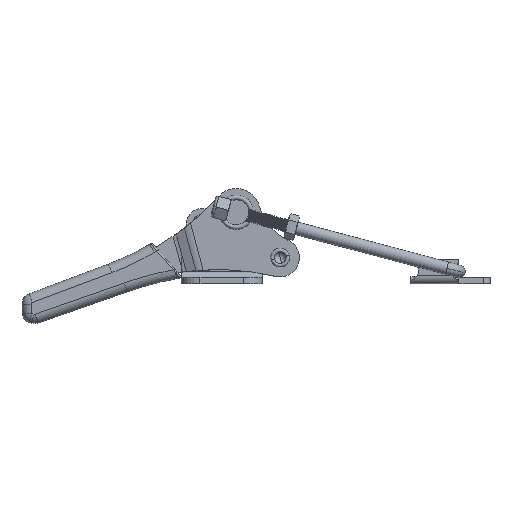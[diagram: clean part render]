
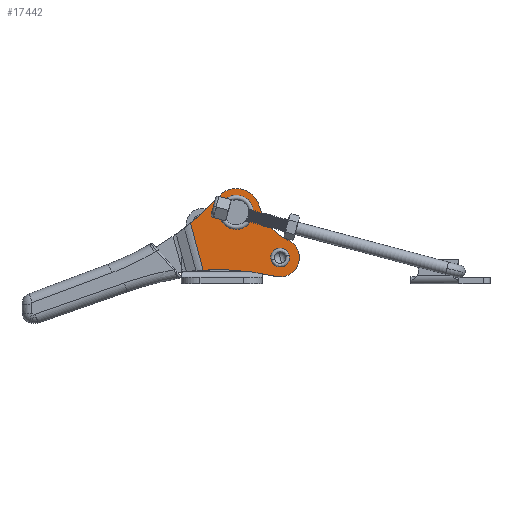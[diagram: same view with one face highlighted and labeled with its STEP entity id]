
A CAD part, top view. The second image highlights one B-rep face of the part: STEP entity #17442.
In plain terms, the highlighted planar face has unit normal (0, 0, 1).
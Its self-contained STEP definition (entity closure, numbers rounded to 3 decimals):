
#74 = VERTEX_POINT ( 'NONE', #36796 ) ;
#85 = DIRECTION ( 'NONE',  ( 0., 0., -1. ) ) ;
#845 = DIRECTION ( 'NONE',  ( 0., 1., 0. ) ) ;
#1080 = DIRECTION ( 'NONE',  ( 0., 1., 0. ) ) ;
#1263 = DIRECTION ( 'NONE',  ( 0., 0., -1. ) ) ;
#2103 = AXIS2_PLACEMENT_3D ( 'NONE', #7609, #1263, #27401 ) ;
#2581 = AXIS2_PLACEMENT_3D ( 'NONE', #24295, #11174, #21303 ) ;
#2788 = CIRCLE ( 'NONE', #42134, 2. ) ;
#3457 = ORIENTED_EDGE ( 'NONE', *, *, #9474, .F. ) ;
#3496 = EDGE_CURVE ( 'NONE', #7694, #4108, #22220, .T. ) ;
#3682 = AXIS2_PLACEMENT_3D ( 'NONE', #22228, #39574, #23227 ) ;
#3693 = CARTESIAN_POINT ( 'NONE',  ( -73.736, 15.821, 4. ) ) ;
#3694 = FACE_BOUND ( 'NONE', #20326, .T. ) ;
#4108 = VERTEX_POINT ( 'NONE', #30861 ) ;
#4332 = EDGE_CURVE ( 'NONE', #16153, #24396, #41058, .T. ) ;
#4733 = DIRECTION ( 'NONE',  ( 0., 1., 0. ) ) ;
#4842 = DIRECTION ( 'NONE',  ( 0., 1., 0. ) ) ;
#5299 = EDGE_LOOP ( 'NONE', ( #27915, #32601 ) ) ;
#5470 = CIRCLE ( 'NONE', #10502, 16.301 ) ;
#5474 = EDGE_CURVE ( 'NONE', #14730, #29987, #2788, .T. ) ;
#6154 = LINE ( 'NONE', #25561, #40319 ) ;
#6287 = EDGE_CURVE ( 'NONE', #31527, #74, #5470, .T. ) ;
#6492 = DIRECTION ( 'NONE',  ( 0., 0., 1. ) ) ;
#7609 = CARTESIAN_POINT ( 'NONE',  ( 134.776, -1.068, 4. ) ) ;
#7694 = VERTEX_POINT ( 'NONE', #28136 ) ;
#8920 = DIRECTION ( 'NONE',  ( 0., 1., 0. ) ) ;
#9311 = CARTESIAN_POINT ( 'NONE',  ( 21.861, -23.785, 4. ) ) ;
#9474 = EDGE_CURVE ( 'NONE', #74, #17218, #31347, .T. ) ;
#9769 = CARTESIAN_POINT ( 'NONE',  ( -1.947, -25.952, 4. ) ) ;
#10183 = CARTESIAN_POINT ( 'NONE',  ( 2.217, -25.952, 4. ) ) ;
#10502 = AXIS2_PLACEMENT_3D ( 'NONE', #39961, #27583, #4842 ) ;
#10816 = FACE_OUTER_BOUND ( 'NONE', #39700, .T. ) ;
#11142 = CIRCLE ( 'NONE', #2581, 82.627 ) ;
#11174 = DIRECTION ( 'NONE',  ( 0., 0., 1. ) ) ;
#11369 = CIRCLE ( 'NONE', #3682, 2. ) ;
#11379 = EDGE_CURVE ( 'NONE', #29987, #14730, #11369, .T. ) ;
#12343 = CARTESIAN_POINT ( 'NONE',  ( 4.217, -25.952, 4. ) ) ;
#12807 = CIRCLE ( 'NONE', #35401, 5. ) ;
#12938 = DIRECTION ( 'NONE',  ( 0., 1., 0. ) ) ;
#14730 = VERTEX_POINT ( 'NONE', #10183 ) ;
#14879 = VERTEX_POINT ( 'NONE', #30916 ) ;
#15715 = AXIS2_PLACEMENT_3D ( 'NONE', #12343, #41549, #8920 ) ;
#16153 = VERTEX_POINT ( 'NONE', #41763 ) ;
#17218 = VERTEX_POINT ( 'NONE', #9769 ) ;
#17353 = DIRECTION ( 'NONE',  ( 0., 0., -1. ) ) ;
#17442 = ADVANCED_FACE ( 'NONE', ( #3694, #27118, #10816 ), #17482, .F. ) ;
#17482 = PLANE ( 'NONE',  #2103 ) ;
#18106 = AXIS2_PLACEMENT_3D ( 'NONE', #40253, #17353, #845 ) ;
#19528 = EDGE_CURVE ( 'NONE', #17218, #7694, #36099, .T. ) ;
#20326 = EDGE_LOOP ( 'NONE', ( #23514, #21463 ) ) ;
#21303 = DIRECTION ( 'NONE',  ( 0., 1., 0. ) ) ;
#21463 = ORIENTED_EDGE ( 'NONE', *, *, #4332, .T. ) ;
#22220 = CIRCLE ( 'NONE', #33859, 82.276 ) ;
#22228 = CARTESIAN_POINT ( 'NONE',  ( 4.217, -25.952, 4. ) ) ;
#23227 = DIRECTION ( 'NONE',  ( 0., 1., 0. ) ) ;
#23262 = AXIS2_PLACEMENT_3D ( 'NONE', #33977, #24215, #4733 ) ;
#23439 = ORIENTED_EDGE ( 'NONE', *, *, #19528, .F. ) ;
#23514 = ORIENTED_EDGE ( 'NONE', *, *, #31853, .T. ) ;
#24215 = DIRECTION ( 'NONE',  ( 0., 0., -1. ) ) ;
#24295 = CARTESIAN_POINT ( 'NONE',  ( 97.763, 32.876, 4. ) ) ;
#24396 = VERTEX_POINT ( 'NONE', #32868 ) ;
#24692 = CARTESIAN_POINT ( 'NONE',  ( 6.217, -25.952, 4. ) ) ;
#25527 = CARTESIAN_POINT ( 'NONE',  ( 4.217, -25.952, 4. ) ) ;
#25561 = CARTESIAN_POINT ( 'NONE',  ( 134.776, -1.068, 4. ) ) ;
#27118 = FACE_BOUND ( 'NONE', #5299, .T. ) ;
#27401 = DIRECTION ( 'NONE',  ( 0., 1., 0. ) ) ;
#27583 = DIRECTION ( 'NONE',  ( 0., 0., 1. ) ) ;
#27915 = ORIENTED_EDGE ( 'NONE', *, *, #11379, .T. ) ;
#28136 = CARTESIAN_POINT ( 'NONE',  ( -1.216, -23.04, 4. ) ) ;
#28418 = ORIENTED_EDGE ( 'NONE', *, *, #33774, .F. ) ;
#28926 = DIRECTION ( 'NONE',  ( -1., 0., 0. ) ) ;
#29000 = AXIS2_PLACEMENT_3D ( 'NONE', #35521, #38975, #12938 ) ;
#29987 = VERTEX_POINT ( 'NONE', #24692 ) ;
#30325 = VERTEX_POINT ( 'NONE', #35988 ) ;
#30861 = CARTESIAN_POINT ( 'NONE',  ( 6.788, -1.068, 4. ) ) ;
#30916 = CARTESIAN_POINT ( 'NONE',  ( 22.43, -1.068, 4. ) ) ;
#31072 = ORIENTED_EDGE ( 'NONE', *, *, #3496, .F. ) ;
#31347 = CIRCLE ( 'NONE', #18106, 6.165 ) ;
#31527 = VERTEX_POINT ( 'NONE', #9311 ) ;
#31572 = EDGE_CURVE ( 'NONE', #14879, #4108, #6154, .T. ) ;
#31853 = EDGE_CURVE ( 'NONE', #24396, #16153, #12807, .T. ) ;
#32438 = ORIENTED_EDGE ( 'NONE', *, *, #35106, .F. ) ;
#32601 = ORIENTED_EDGE ( 'NONE', *, *, #5474, .T. ) ;
#32693 = ORIENTED_EDGE ( 'NONE', *, *, #31572, .T. ) ;
#32868 = CARTESIAN_POINT ( 'NONE',  ( 26.945, -16.133, 4. ) ) ;
#33613 = ORIENTED_EDGE ( 'NONE', *, *, #6287, .F. ) ;
#33622 = DIRECTION ( 'NONE',  ( 0., 0., -1. ) ) ;
#33774 = EDGE_CURVE ( 'NONE', #30325, #31527, #38690, .T. ) ;
#33859 = AXIS2_PLACEMENT_3D ( 'NONE', #3693, #6492, #36225 ) ;
#33977 = CARTESIAN_POINT ( 'NONE',  ( 21.945, -16.133, 4. ) ) ;
#35106 = EDGE_CURVE ( 'NONE', #14879, #30325, #11142, .T. ) ;
#35401 = AXIS2_PLACEMENT_3D ( 'NONE', #40041, #33622, #1080 ) ;
#35521 = CARTESIAN_POINT ( 'NONE',  ( 21.945, -16.133, 4. ) ) ;
#35988 = CARTESIAN_POINT ( 'NONE',  ( 28.371, -11.979, 4. ) ) ;
#36099 = CIRCLE ( 'NONE', #15715, 6.165 ) ;
#36225 = DIRECTION ( 'NONE',  ( 0., 1., 0. ) ) ;
#36796 = CARTESIAN_POINT ( 'NONE',  ( 9.01, -29.83, 4. ) ) ;
#38690 = CIRCLE ( 'NONE', #23262, 7.652 ) ;
#38975 = DIRECTION ( 'NONE',  ( 0., 0., -1. ) ) ;
#39574 = DIRECTION ( 'NONE',  ( 0., 0., -1. ) ) ;
#39700 = EDGE_LOOP ( 'NONE', ( #32438, #32693, #31072, #23439, #3457, #33613, #28418 ) ) ;
#39961 = CARTESIAN_POINT ( 'NONE',  ( 21.681, -40.085, 4. ) ) ;
#40041 = CARTESIAN_POINT ( 'NONE',  ( 21.945, -16.133, 4. ) ) ;
#40253 = CARTESIAN_POINT ( 'NONE',  ( 4.217, -25.952, 4. ) ) ;
#40319 = VECTOR ( 'NONE', #28926, 1000. ) ;
#41058 = CIRCLE ( 'NONE', #29000, 5. ) ;
#41549 = DIRECTION ( 'NONE',  ( 0., 0., -1. ) ) ;
#41763 = CARTESIAN_POINT ( 'NONE',  ( 16.945, -16.133, 4. ) ) ;
#42134 = AXIS2_PLACEMENT_3D ( 'NONE', #25527, #85, #42173 ) ;
#42173 = DIRECTION ( 'NONE',  ( 0., 1., 0. ) ) ;
